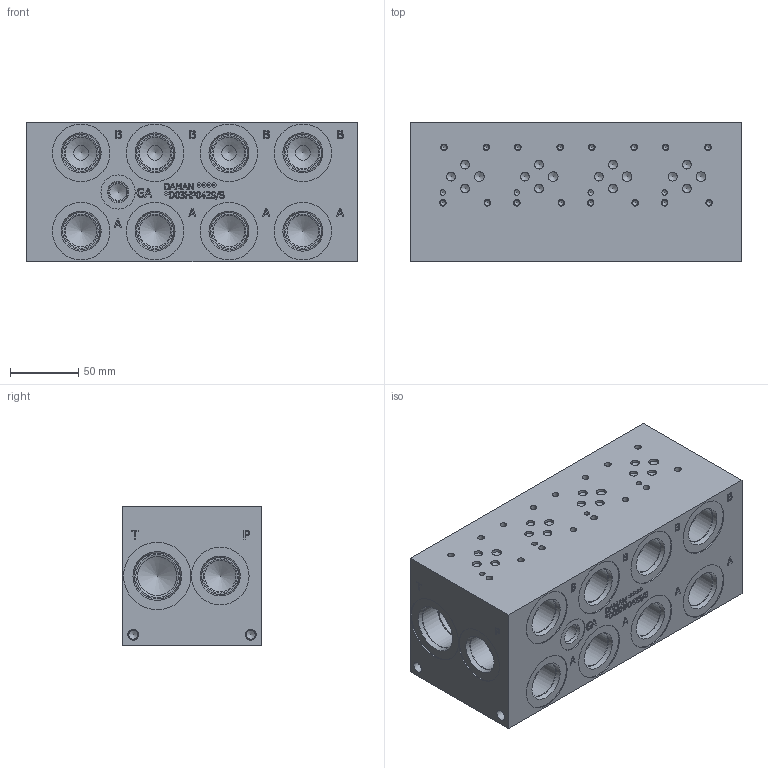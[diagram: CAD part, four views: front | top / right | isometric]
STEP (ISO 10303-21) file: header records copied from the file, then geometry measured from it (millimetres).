
FILE_DESCRIPTION(/* description */ (''),/* implementation_level */ '2;1');
FILE_NAME(/* name */ '_D03HP042S_S.stp',/* time_stamp */ '2022-10-28T14:52:48-04:00',/* author */ ('bobbyh'),/* organization */ (''),/* preprocessor_version */ 'ST-DEVELOPER v18',/* originating_system */ 'Autodesk Inventor 2020',/* authorisation */ '');
FILE_SCHEMA (('AUTOMOTIVE_DESIGN { 1 0 10303 214 3 1 1 }'));
Length unit declared in the file: millimetre
Products named in the file (1): Part_AD03HP042S_S_3D
Bounding box: 241.3 x 101.6 x 101.6 mm (x, y, z)
Volume: 2216982.8 mm3; surface area: 162880 mm2
Topology: 1 solids, 1 shells, 887 faces, 2422 edges, 1644 vertices
Faces by surface type: plane 454, bspline 196, cylinder 136, cone 101
Full cylindrical faces by diameter (mm): 3.785 x16, 3.962 x4, 4.826 x16, 6.35 x12, 6.528 x4, 7.137 x4, 7.925 x4, 10.719 x4, 12.294 x1, 12.9 x1, 14.275 x1, 14.529 x1, 17.475 x1, 22.225 x1, 23.012 x10, 23.698 x1, 24.917 x10, 25.019 x1, 25.4 x1, 26.187 x1, 26.99 x2, 27 x8, 27.381 x1, 27.432 x10, 28.575 x2, 31.267 x2, 33.34 x1, 33.35 x1, 33.757 x2, 35.509 x1
Entity records: 29590 total; most frequent: CARTESIAN_POINT 7448, ORIENTED_EDGE 4736, DIRECTION 3868, EDGE_CURVE 2368, VERTEX_POINT 1644, LINE 1468, VECTOR 1468, AXIS2_PLACEMENT_3D 1200
